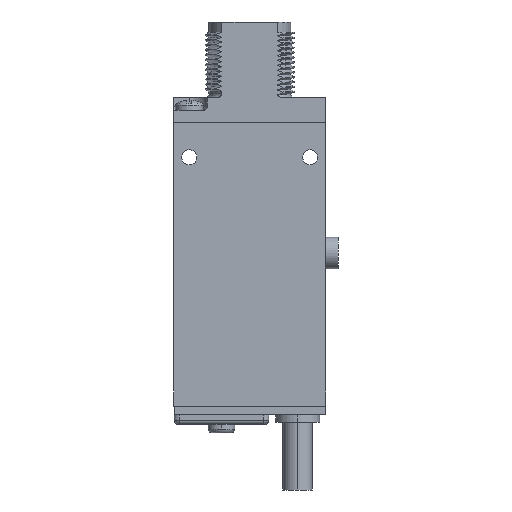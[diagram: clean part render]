
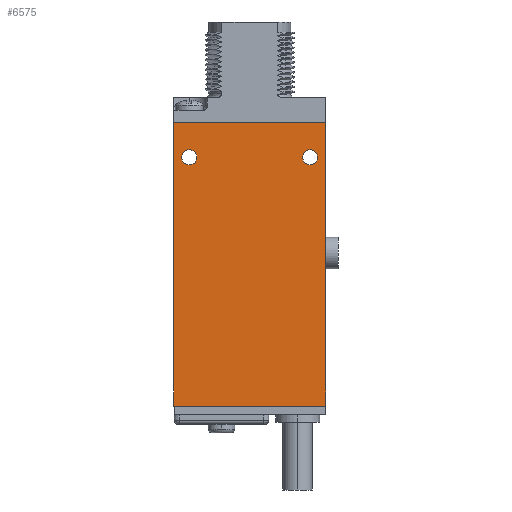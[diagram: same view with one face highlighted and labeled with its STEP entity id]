
A CAD part, left-side view. The second image highlights one B-rep face of the part: STEP entity #6575.
In plain terms, the highlighted planar face has unit normal (-1, 0, 0).
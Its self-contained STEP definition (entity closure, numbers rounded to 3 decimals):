
#1=DIRECTION('',(0.,0.,-1.));
#2=VECTOR('',#1,57.15);
#3=CARTESIAN_POINT('',(-6.096,0.,0.));
#4=LINE('',#3,#2);
#5=DIRECTION('',(0.,1.,0.));
#6=VECTOR('',#5,30.734);
#7=CARTESIAN_POINT('',(-6.096,0.,-57.15));
#8=LINE('',#7,#6);
#9=DIRECTION('',(0.,0.,1.));
#10=VECTOR('',#9,57.15);
#11=CARTESIAN_POINT('',(-6.096,30.734,-57.15));
#12=LINE('',#11,#10);
#13=DIRECTION('',(0.,-1.,0.));
#14=VECTOR('',#13,30.734);
#15=CARTESIAN_POINT('',(-6.096,30.734,0.));
#16=LINE('',#15,#14);
#17=CARTESIAN_POINT('',(-6.096,27.559,-6.985));
#18=DIRECTION('',(1.,0.,0.));
#19=DIRECTION('',(0.,0.,-1.));
#20=AXIS2_PLACEMENT_3D('',#17,#18,#19);
#22=CARTESIAN_POINT('',(-6.096,27.559,-6.985));
#23=DIRECTION('',(1.,0.,0.));
#24=DIRECTION('',(0.,0.,1.));
#25=AXIS2_PLACEMENT_3D('',#22,#23,#24);
#27=CARTESIAN_POINT('',(-6.096,3.175,-6.985));
#28=DIRECTION('',(1.,0.,0.));
#29=DIRECTION('',(0.,0.,-1.));
#30=AXIS2_PLACEMENT_3D('',#27,#28,#29);
#32=CARTESIAN_POINT('',(-6.096,3.175,-6.985));
#33=DIRECTION('',(1.,0.,0.));
#34=DIRECTION('',(0.,0.,1.));
#35=AXIS2_PLACEMENT_3D('',#32,#33,#34);
#5846=CARTESIAN_POINT('',(-6.096,0.,0.));
#5847=CARTESIAN_POINT('',(-6.096,0.,-57.15));
#5848=VERTEX_POINT('',#5846);
#5849=VERTEX_POINT('',#5847);
#5850=CARTESIAN_POINT('',(-6.096,30.734,-57.15));
#5851=VERTEX_POINT('',#5850);
#5852=CARTESIAN_POINT('',(-6.096,30.734,0.));
#5853=VERTEX_POINT('',#5852);
#5870=CARTESIAN_POINT('',(-6.096,27.559,-8.509));
#5871=CARTESIAN_POINT('',(-6.096,27.559,-5.461));
#5872=VERTEX_POINT('',#5870);
#5873=VERTEX_POINT('',#5871);
#5874=CARTESIAN_POINT('',(-6.096,3.175,-8.509));
#5875=CARTESIAN_POINT('',(-6.096,3.175,-5.461));
#5876=VERTEX_POINT('',#5874);
#5877=VERTEX_POINT('',#5875);
#6548=CARTESIAN_POINT('',(-6.096,0.,0.));
#6549=DIRECTION('',(1.,0.,0.));
#6550=DIRECTION('',(0.,0.,-1.));
#6551=AXIS2_PLACEMENT_3D('',#6548,#6549,#6550);
#6552=PLANE('',#6551);
#6554=ORIENTED_EDGE('',*,*,#6553,.T.);
#6556=ORIENTED_EDGE('',*,*,#6555,.T.);
#6558=ORIENTED_EDGE('',*,*,#6557,.T.);
#6560=ORIENTED_EDGE('',*,*,#6559,.T.);
#6561=EDGE_LOOP('',(#6554,#6556,#6558,#6560));
#6562=FACE_OUTER_BOUND('',#6561,.F.);
#6564=ORIENTED_EDGE('',*,*,#6563,.F.);
#6566=ORIENTED_EDGE('',*,*,#6565,.F.);
#6567=EDGE_LOOP('',(#6564,#6566));
#6568=FACE_BOUND('',#6567,.F.);
#6570=ORIENTED_EDGE('',*,*,#6569,.F.);
#6572=ORIENTED_EDGE('',*,*,#6571,.F.);
#6573=EDGE_LOOP('',(#6570,#6572));
#6574=FACE_BOUND('',#6573,.F.);
#6575=ADVANCED_FACE('',(#6562,#6568,#6574),#6552,.F.);
#21=CIRCLE('',#20,1.524);
#26=CIRCLE('',#25,1.524);
#31=CIRCLE('',#30,1.524);
#36=CIRCLE('',#35,1.524);
#6553=EDGE_CURVE('',#5848,#5849,#4,.T.);
#6555=EDGE_CURVE('',#5849,#5851,#8,.T.);
#6557=EDGE_CURVE('',#5851,#5853,#12,.T.);
#6559=EDGE_CURVE('',#5853,#5848,#16,.T.);
#6563=EDGE_CURVE('',#5872,#5873,#21,.T.);
#6565=EDGE_CURVE('',#5873,#5872,#26,.T.);
#6569=EDGE_CURVE('',#5876,#5877,#31,.T.);
#6571=EDGE_CURVE('',#5877,#5876,#36,.T.);
